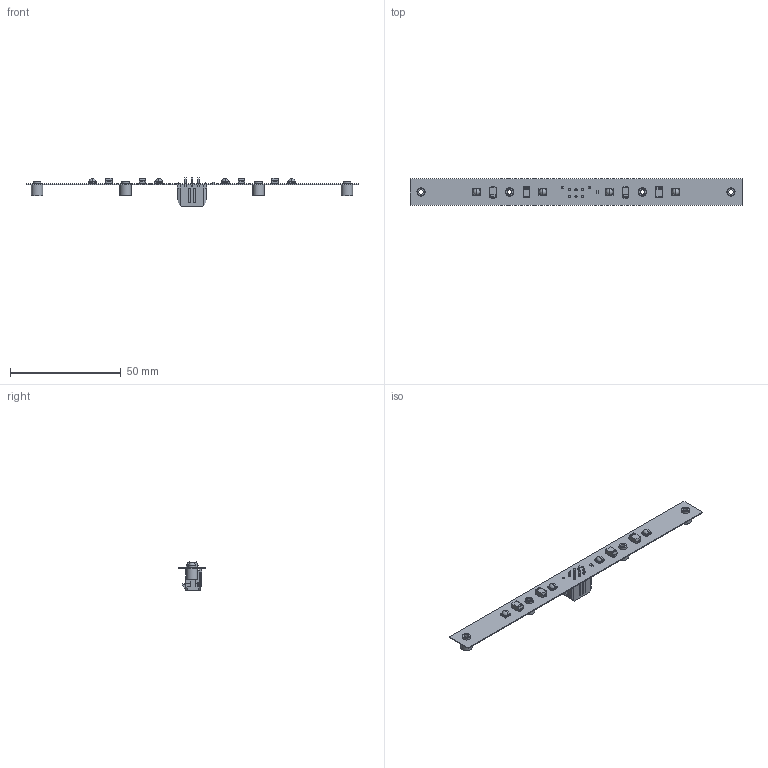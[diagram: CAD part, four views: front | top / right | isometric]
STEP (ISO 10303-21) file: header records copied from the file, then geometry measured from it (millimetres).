
FILE_DESCRIPTION(('Open CASCADE Model'),'2;1');
FILE_NAME('Open CASCADE Shape Model','2020-03-28T20:36:51',('Author'),( 'Open CASCADE'),'Open CASCADE STEP processor 6.8','Open CASCADE 6.8' ,'Unknown');
FILE_SCHEMA(('AUTOMOTIVE_DESIGN { 1 0 10303 214 1 1 1 1 }'));
Length unit declared in the file: millimetre
Products named in the file (34): PCB; Board; Open CASCADE STEP translator 6.8 10.1.1; D2; Diode_SMA; M4; 9774050151R_(rev1); M3; P1; 430450612_RGB4342338; Open CASCADE STEP translator 6.8 10.5.1.1; Open CASCADE STEP translator 6.8 10.5.1.2; M2; M1; RT1; 5530624912; Mid_Body; Terminal; Open_CASCADE_STEP_translator_6.8_1.2.1; Mark; LED4; XLamp_XPG2_3D_STEP; 2500-00565C_ASM; 2500-00565C; 2500-00565C-BT; 2500-00565C-SBN; 2500-00565C-SB; 2610-00066-DOME; LED3; LED2; LED1; D4; D3; D1
Assembly tree (43 placements, depth 5):
  PCB
    Board
      Open CASCADE STEP translator 6.8 10.1.1
    D2
      Diode_SMA
    M4
      9774050151R_(rev1)
    M3
      9774050151R_(rev1)
    P1
      430450612_RGB4342338
        Open CASCADE STEP translator 6.8 10.5.1.1
        Open CASCADE STEP translator 6.8 10.5.1.2
    M2
      9774050151R_(rev1)
    M1
      9774050151R_(rev1)
    RT1
      5530624912
        Mid_Body
        Terminal  x2
          Open_CASCADE_STEP_translator_6.8_1.2.1
        Mark
    LED4
      XLamp_XPG2_3D_STEP
        2500-00565C_ASM
          2500-00565C
          2500-00565C-BT
          2500-00565C-SBN
          2500-00565C-SB
        2610-00066-DOME
    LED3
      XLamp_XPG2_3D_STEP
        2500-00565C_ASM
          2500-00565C
          2500-00565C-BT
          2500-00565C-SBN
          2500-00565C-SB
        2610-00066-DOME
    LED2
      XLamp_XPG2_3D_STEP
        2500-00565C_ASM
          2500-00565C
          2500-00565C-BT
          2500-00565C-SBN
          2500-00565C-SB
        2610-00066-DOME
    LED1
      XLamp_XPG2_3D_STEP
        2500-00565C_ASM
          2500-00565C
          2500-00565C-BT
          2500-00565C-SBN
          2500-00565C-SB
        2610-00066-DOME
    D4
      Diode_SMA
    D3
      Diode_SMA
    D1
Bounding box: 150 x 12 x 13.09 mm (x, y, z)
Volume: 1846.8 mm3; surface area: 6265.4 mm2
Topology: 50 solids, 50 shells, 1197 faces, 2782 edges, 1722 vertices
Faces by surface type: plane 592, bspline 512, cylinder 57, cone 20, torus 8, sphere 8
Full cylindrical faces by diameter (mm): 1.02 x8, 2.013 x4, 3.5 x4, 3.7 x4, 5.1 x4
Entity records: 19873 total; most frequent: CARTESIAN_POINT 4352, ORIENTED_EDGE 2748, DIRECTION 2126, EDGE_CURVE 1374, LINE 974, VECTOR 974, VERTEX_POINT 874, FACE_BOUND 604
